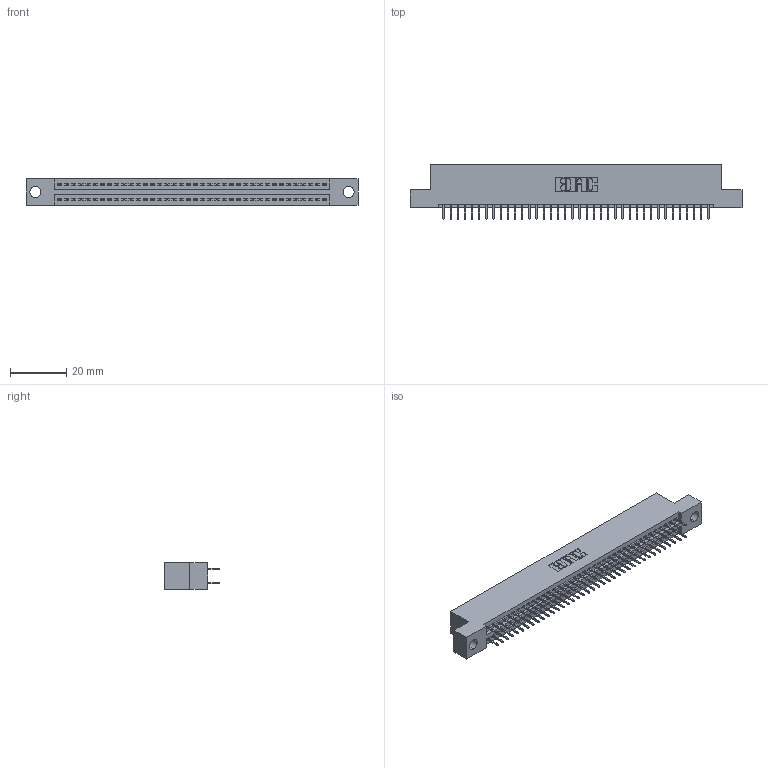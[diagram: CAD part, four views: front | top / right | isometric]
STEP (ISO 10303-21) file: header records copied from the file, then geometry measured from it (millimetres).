
FILE_DESCRIPTION (( 'STEP AP203' ), '1' );
FILE_NAME ('345-076-524-204.STEP', '2021-05-20T10:01:46', ( '' ), ( '' ), 'SwSTEP 2.0', 'SolidWorks 2020', '' );
FILE_SCHEMA (( 'CONFIG_CONTROL_DESIGN' ));
Length unit declared in the file: inch
Products named in the file (3): 345-076-524-204; 345 Part_Flush Mounting Lugs - 0.156 Dia-TI; 345-292-001_345-293-124
Assembly tree (77 placements, depth 2):
  345-076-524-204
    345 Part_Flush Mounting Lugs - 0.156 Dia-TI
    345-292-001_345-293-124  x76
Bounding box: 117.73 x 19.35 x 9.4 mm (x, y, z)
Volume: 11178.2 mm3; surface area: 15993.8 mm2
Topology: 77 solids, 77 shells, 4244 faces, 12005 edges, 7698 vertices
Faces by surface type: plane 3058, cylinder 1186
Entity records: 30847 total; most frequent: CARTESIAN_POINT 5178, ORIENTED_EDGE 5110, DIRECTION 4571, EDGE_CURVE 2555, VECTOR 2275, LINE 2275, VERTEX_POINT 1698, AXIS2_PLACEMENT_3D 1148
